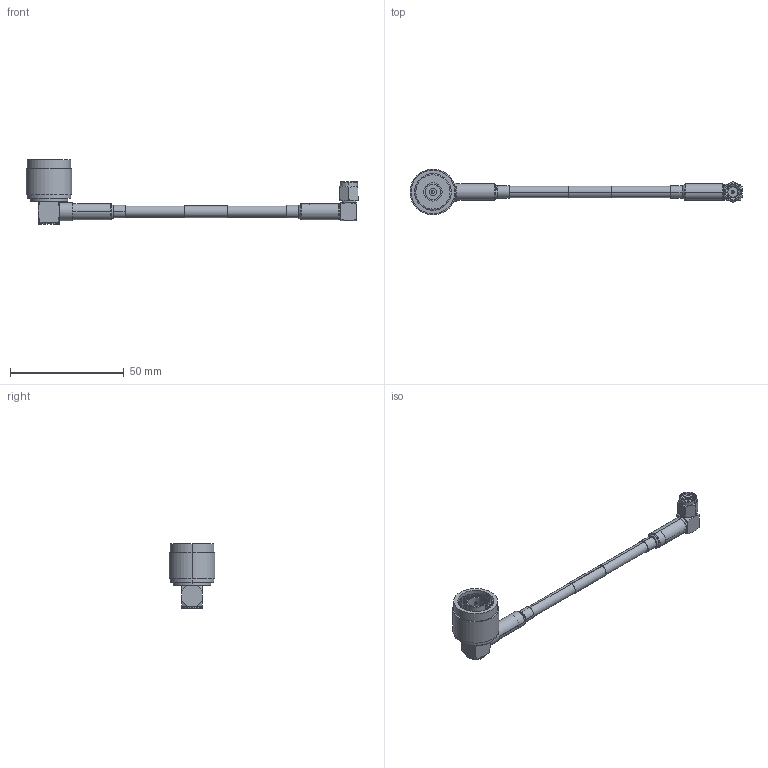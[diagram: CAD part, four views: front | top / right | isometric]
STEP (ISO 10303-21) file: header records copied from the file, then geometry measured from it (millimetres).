
FILE_DESCRIPTION (( 'STEP AP203' ), '1' );
FILE_NAME ('LCCA30696.STEP', '2020-09-24T17:10:08', ( '' ), ( '' ), 'SwSTEP 2.0', 'SolidWorks 2018', '' );
FILE_SCHEMA (( 'CONFIG_CONTROL_DESIGN' ));
Length unit declared in the file: inch
Products named in the file (14): CA-195R-MA1_.195"x1"; ASM-1710-MA3; RG58C-PROD; Part3^LCCA30696; ASM-1710-MA1; ASM-1710-MA2; ASM-1710-MA4; ANM-1716-MA2; ANM-1716; ANM-1716-MA1; ASM-1710_Without Ferrule; LCCA30696; ASM-1710-MA5
Assembly tree (14 placements, depth 3):
  LCCA30696
    RG58C-PROD
    Part3^LCCA30696
    ANM-1716
      ANM-1716
      ANM-1716-MA1
      ANM-1716-MA2
    CA-195R-MA1_.195"x1"  x2
    ASM-1710_Without Ferrule
      ASM-1710-MA1
      ASM-1710-MA2
      ASM-1710-MA3
      ASM-1710-MA4
      ASM-1710-MA5
Bounding box: 145.72 x 20.12 x 28.45 mm (x, y, z)
Volume: 7558.1 mm3; surface area: 10749.5 mm2
Topology: 12 solids, 12 shells, 355 faces, 744 edges, 431 vertices
Faces by surface type: cone 160, cylinder 102, plane 72, torus 20, sphere 1
Entity records: 10627 total; most frequent: CARTESIAN_POINT 1816, DIRECTION 1695, ORIENTED_EDGE 1390, AXIS2_PLACEMENT_3D 706, EDGE_CURVE 695, VERTEX_POINT 405, EDGE_LOOP 366, CIRCLE 354
